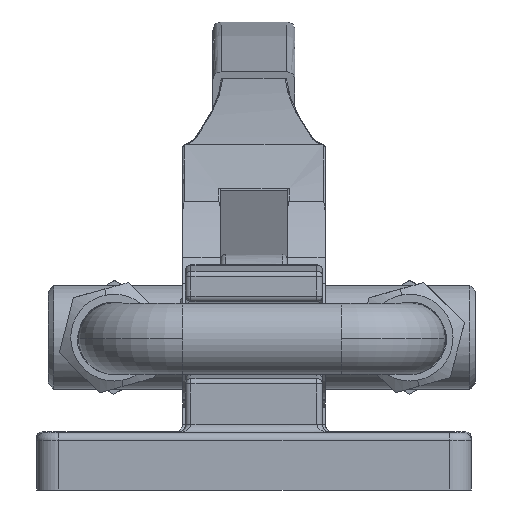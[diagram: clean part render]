
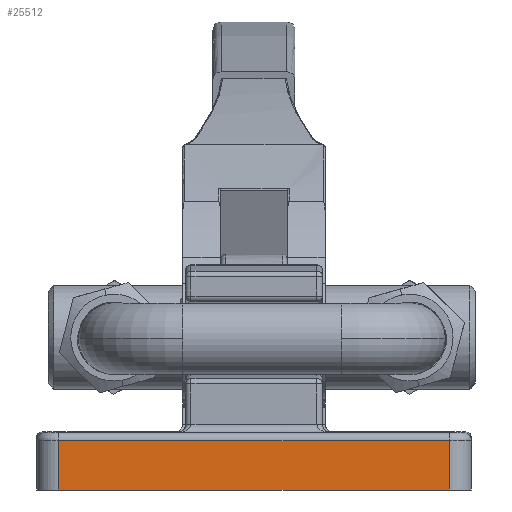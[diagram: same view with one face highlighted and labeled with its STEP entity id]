
A CAD part, left-side view. The second image highlights one B-rep face of the part: STEP entity #25512.
In plain terms, the highlighted planar face has unit normal (-1, 0, 0).
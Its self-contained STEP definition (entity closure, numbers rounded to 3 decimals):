
#4014 = DIRECTION ( 'NONE',  ( 0., 0., -1. ) ) ;
#4283 = LINE ( 'NONE', #44966, #28739 ) ;
#5238 = CARTESIAN_POINT ( 'NONE',  ( 0., 75.4, 9. ) ) ;
#5339 = LINE ( 'NONE', #26855, #39104 ) ;
#7262 = CARTESIAN_POINT ( 'NONE',  ( 0., 75.4, 0. ) ) ;
#8294 = DIRECTION ( 'NONE',  ( 0., 1., 0. ) ) ;
#8400 = CARTESIAN_POINT ( 'NONE',  ( 0., 4., 9. ) ) ;
#9056 = VERTEX_POINT ( 'NONE', #41825 ) ;
#9185 = EDGE_LOOP ( 'NONE', ( #41257, #23699, #39072, #32332 ) ) ;
#9534 = FACE_OUTER_BOUND ( 'NONE', #9185, .T. ) ;
#12844 = PLANE ( 'NONE',  #43767 ) ;
#17232 = CARTESIAN_POINT ( 'NONE',  ( 0., 75.4, 10.5 ) ) ;
#17442 = DIRECTION ( 'NONE',  ( 0., 0., -1. ) ) ;
#19270 = EDGE_CURVE ( 'NONE', #46495, #57616, #5339, .T. ) ;
#20564 = VERTEX_POINT ( 'NONE', #8400 ) ;
#22197 = DIRECTION ( 'NONE',  ( 0., 0., -1. ) ) ;
#22381 = VECTOR ( 'NONE', #8294, 1000. ) ;
#23699 = ORIENTED_EDGE ( 'NONE', *, *, #26472, .T. ) ;
#25387 = EDGE_CURVE ( 'NONE', #57616, #9056, #51993, .T. ) ;
#25512 = ADVANCED_FACE ( 'NONE', ( #9534 ), #12844, .F. ) ;
#26472 = EDGE_CURVE ( 'NONE', #20564, #46495, #59136, .T. ) ;
#26855 = CARTESIAN_POINT ( 'NONE',  ( 0., 75.4, 10.5 ) ) ;
#28739 = VECTOR ( 'NONE', #4014, 1000. ) ;
#31969 = EDGE_CURVE ( 'NONE', #20564, #9056, #4283, .T. ) ;
#32332 = ORIENTED_EDGE ( 'NONE', *, *, #25387, .T. ) ;
#39072 = ORIENTED_EDGE ( 'NONE', *, *, #19270, .T. ) ;
#39104 = VECTOR ( 'NONE', #22197, 1000. ) ;
#41202 = VECTOR ( 'NONE', #48626, 1000. ) ;
#41257 = ORIENTED_EDGE ( 'NONE', *, *, #31969, .F. ) ;
#41825 = CARTESIAN_POINT ( 'NONE',  ( 0., 4., 0. ) ) ;
#43767 = AXIS2_PLACEMENT_3D ( 'NONE', #17232, #44977, #17442 ) ;
#44966 = CARTESIAN_POINT ( 'NONE',  ( 0., 4., 10.5 ) ) ;
#44977 = DIRECTION ( 'NONE',  ( 1., 0., 0. ) ) ;
#46495 = VERTEX_POINT ( 'NONE', #5238 ) ;
#48626 = DIRECTION ( 'NONE',  ( 0., -1., 0. ) ) ;
#51993 = LINE ( 'NONE', #7262, #41202 ) ;
#55672 = CARTESIAN_POINT ( 'NONE',  ( 0., 75.4, 0. ) ) ;
#57616 = VERTEX_POINT ( 'NONE', #55672 ) ;
#58583 = CARTESIAN_POINT ( 'NONE',  ( 0., 75.4, 9. ) ) ;
#59136 = LINE ( 'NONE', #58583, #22381 ) ;
